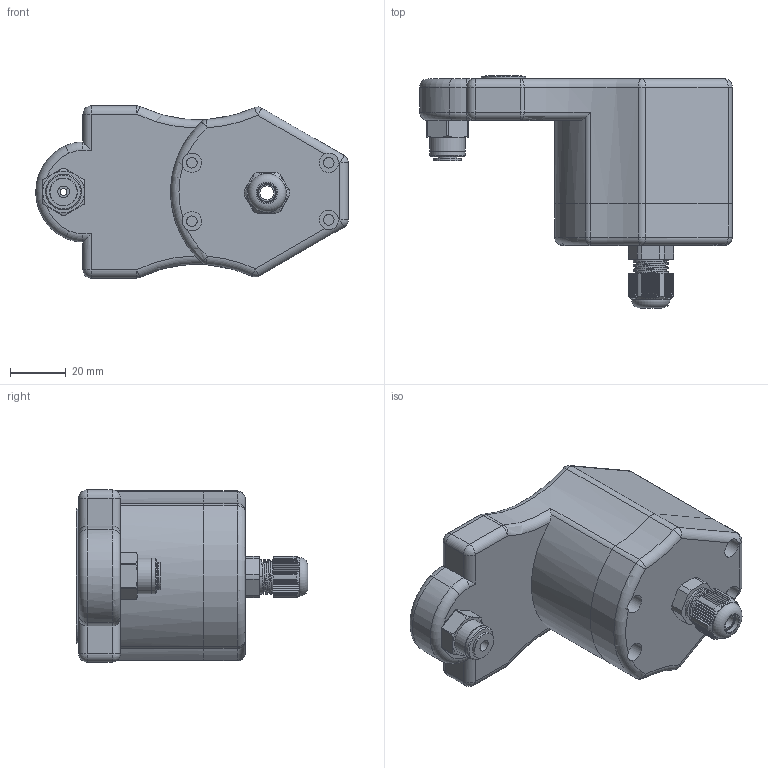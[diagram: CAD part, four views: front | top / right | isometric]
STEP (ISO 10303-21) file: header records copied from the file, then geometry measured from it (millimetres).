
FILE_DESCRIPTION(/* description */ ('','CAx-IF Rec.Pracs.---Representation and Presentation of Product Manufacturing Information (PMI)---4.0---2014-10-13'),/* implementation_level */ '2;1');
FILE_NAME(/* name */ 'electronic_compartment_orbiter.step',/* time_stamp */ '2025-01-05T16:11:56+01:00',/* author */ (''),/* organization */ (''),/* preprocessor_version */ 'ST-DEVELOPER v20',/* originating_system */ 'Autodesk Translation Framework v13.20.0.188',/* authorisation */ '');
FILE_SCHEMA (('AP242_MANAGED_MODEL_BASED_3D_ENGINEERING_MIM_LF { 1 0 10303 442 1 1 4 }'));
Length unit declared in the file: millimetre
Products named in the file (7): electronic_compartment_orbiter; D1_Orbiter_Electronic_Box; D1_Orbiter_Electronic_Box_Lid_PG7; Durchführung_PG7; Peripherals; PushFit_JG_PM010401E; TypePlate
Assembly tree (6 placements, depth 3):
  electronic_compartment_orbiter
    D1_Orbiter_Electronic_Box
    D1_Orbiter_Electronic_Box_Lid_PG7
      Durchführung_PG7
    Peripherals
      PushFit_JG_PM010401E
      TypePlate
Bounding box: 112.51 x 83.5 x 62 mm (x, y, z)
Volume: 102036.3 mm3; surface area: 48433.2 mm2
Topology: 5 solids, 5 shells, 1007 faces, 2759 edges, 1772 vertices
Faces by surface type: plane 509, cylinder 224, bspline 210, torus 27, cone 19, sphere 18
Full cylindrical faces by diameter (mm): 2.4 x1, 3.8 x12, 4.2 x1, 4.5 x3, 5 x1, 6.635 x1, 7 x4, 7.1 x2, 8.2 x1, 8.566 x11, 9 x1, 9.728 x11, 10 x1, 11.5 x4, 12.4 x2, 12.6 x2, 12.9 x2, 13.8 x1, 17 x1, 20.7 x1, 35 x1
Entity records: 48495 total; most frequent: CARTESIAN_POINT 24210, ORIENTED_EDGE 5518, DIRECTION 4211, EDGE_CURVE 2759, VERTEX_POINT 1772, LINE 1513, VECTOR 1513, AXIS2_PLACEMENT_3D 1349
